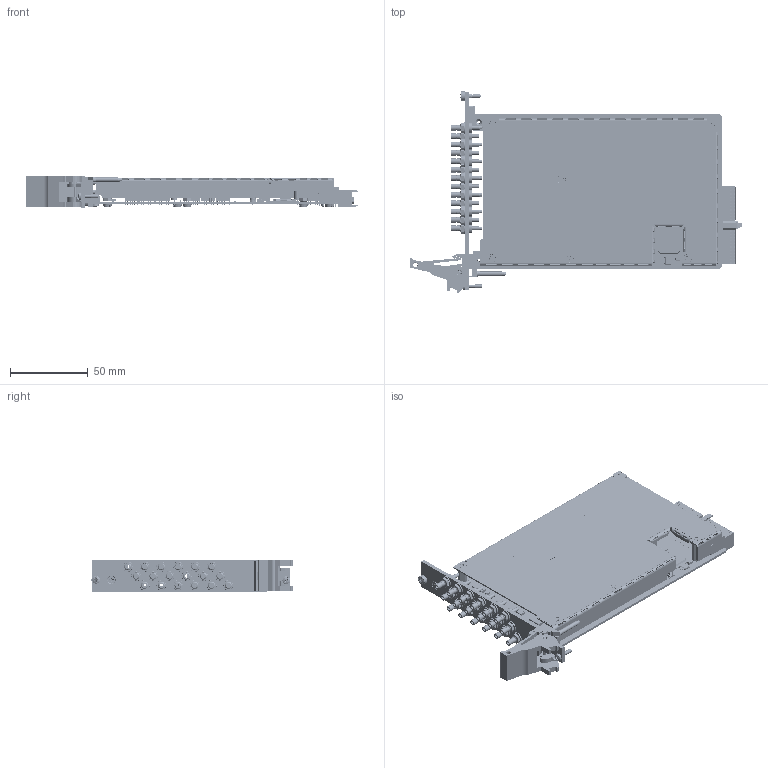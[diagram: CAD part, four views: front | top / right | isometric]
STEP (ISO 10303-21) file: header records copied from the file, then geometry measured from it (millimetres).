
FILE_DESCRIPTION (( 'STEP AP214' ), '1' );
FILE_NAME ('40-728-511 PXI 16x2 RF Matrix 50 Ohm SMB.STEP', '2013-09-05T09:31:22', ( 'admin' ), ( '' ), 'SwSTEP 2.0', 'SolidWorks 2012', '' );
FILE_SCHEMA (( 'AUTOMOTIVE_DESIGN' ));
Length unit declared in the file: millimetre
Products named in the file (1): 40-728-511 PXI 16x2 RF Matrix 50 Ohm SMB
Bounding box: 214.01 x 129.67 x 20 mm (x, y, z)
Surface area: 116483.1 mm2 (no closed solid volume)
Topology: 0 solids, 1148 shells, 4909 faces, 17024 edges, 12627 vertices
Faces by surface type: plane 2573, cylinder 2021, cone 140, bspline 105, torus 44, sphere 26
Full cylindrical faces by diameter (mm): 0.278 x3, 0.5 x630, 0.6 x110, 0.8 x6, 0.899 x91, 0.902 x1, 0.903 x12, 0.905 x13, 0.937 x26, 0.948 x71, 0.984 x21, 0.996 x4, 1.016 x173, 1.04 x2, 1.047 x190, 1.3 x20, 1.496 x2, 1.524 x6, 1.8 x10, 2 x30, 2.05 x1, 2.2 x12, 2.5 x3, 2.6 x18, 2.7 x1, 2.8 x1, 3 x3, 3.291 x18, 3.7 x36, 3.8 x4
Entity records: 235566 total; most frequent: CARTESIAN_POINT 45343, DIRECTION 28192, ORIENTED_EDGE 20807, EDGE_CURVE 14484, VERTEX_POINT 11821, AXIS2_PLACEMENT_3D 9820, VECTOR 8552, LINE 8552
